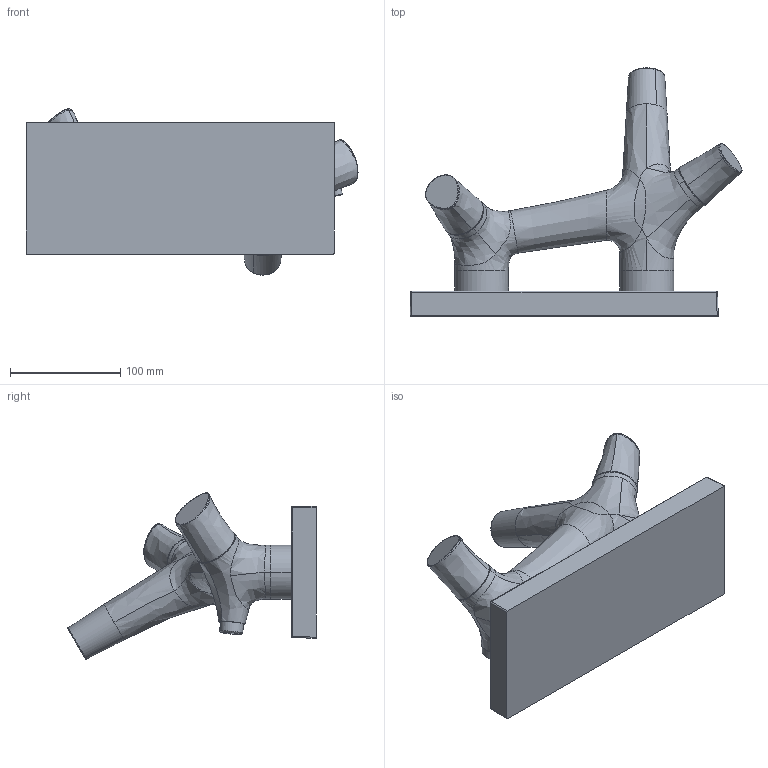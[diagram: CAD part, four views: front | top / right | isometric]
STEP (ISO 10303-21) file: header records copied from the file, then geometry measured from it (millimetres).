
FILE_DESCRIPTION(('CAx-IF Rec.Pracs.---Model Styling and Organization---1.2---2011-12-15','CAx-IF Rec.Pracs.---Geometric and Assembly Validation Properties---4.1---2014-06-16','CAx-IF Rec.Pracs.---PMI Polyline Presentation---2.0---2013-05-24'),'2;1');
FILE_NAME('1000109931_PPR_000.stp','2016-12-05T13:48:59+01:00',(''),(''),'STEP Interface 4.0.1101 by CT CoreTechnologie','3D_Evolution4.0.1101 by CT CoreTechnologie','');
FILE_SCHEMA(('AP203_CONFIGURATION_CONTROLLED_3D_DESIGN_OF_MECHANICAL_PARTS_AND_ASSEMBLIES_MIM_LF'));
Length unit declared in the file: millimetre
Products named in the file (9): P_2 Starck Organic Wannenthermostat AP 1000109931_PPR_000_A0; P_2 GK WAPT AXOR Starck Organic 1000108836_PPA_000_A0; Griff; P_2 Griff Thermostat AX Starck Organic 1000040251_PPA_000_A0; P_2 Taste UPT                     AX JMM 1000083617_PPA_000_A0; P_2 Griff AUV32 AX Starck Organic 1000054755_PPA_000_A0; P_2 Anschlag Griff D38 Showerp AX Citt M 1000083626_PPA_000_A0; P_2 Wandrosette WAPT AXOR Starck Organic 1000060814_PPA_000_A0; SR_CA-M24x1_HC_C-lam_dunkelgrau 1000067902_PPA_000_A0
Assembly tree (8 placements, depth 3):
  P_2 Starck Organic Wannenthermostat AP 1000109931_PPR_000_A0
    P_2 GK WAPT AXOR Starck Organic 1000108836_PPA_000_A0
    Griff
      P_2 Griff Thermostat AX Starck Organic 1000040251_PPA_000_A0
      P_2 Taste UPT                     AX JMM 1000083617_PPA_000_A0
    P_2 Griff AUV32 AX Starck Organic 1000054755_PPA_000_A0
    P_2 Anschlag Griff D38 Showerp AX Citt M 1000083626_PPA_000_A0
    P_2 Wandrosette WAPT AXOR Starck Organic 1000060814_PPA_000_A0
    SR_CA-M24x1_HC_C-lam_dunkelgrau 1000067902_PPA_000_A0
Bounding box: 301.61 x 225.52 x 151.07 mm (x, y, z)
Volume: 1539718.2 mm3; surface area: 181486.2 mm2
Topology: 8 solids, 8 shells, 5583 faces, 13826 edges, 8763 vertices
Faces by surface type: plane 3908, cylinder 869, bspline 806
Entity records: 233575 total; most frequent: CARTESIAN_POINT 48753, ORIENTED_EDGE 27640, DIRECTION 23752, EDGE_CURVE 13820, VECTOR 11904, LINE 11904, VERTEX_POINT 8763, EDGE_LOOP 6097
